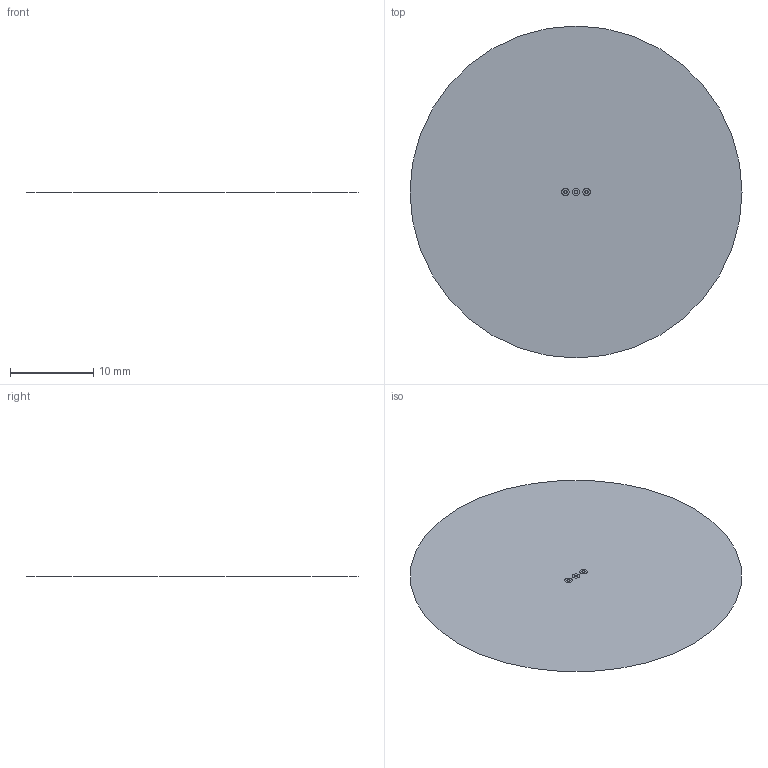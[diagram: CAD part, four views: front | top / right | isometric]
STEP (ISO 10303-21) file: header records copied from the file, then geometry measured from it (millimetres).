
FILE_DESCRIPTION(('FreeCAD Model'),'2;1');
FILE_NAME('Open CASCADE Shape Model','2025-05-09T11:04:02',(''),(''), 'Open CASCADE STEP processor 7.6','FreeCAD','Unknown');
FILE_SCHEMA(('AUTOMOTIVE_DESIGN { 1 0 10303 214 1 1 1 1 }'));
Length unit declared in the file: millimetre
Products named in the file (14): three_wires_ribbon; Domain_0; solid_wire_000; Conductor_0; Dielectric_0; solid_wire_001; Conductor_001; Dielectric_001; solid_wire_002; Conductor_002; Dielectric_002; OpenBoundary_0
Assembly tree (17 placements, depth 4):
  three_wires_ribbon
    Domain_0
      solid_wire_000
        Conductor_0
        Dielectric_0
      solid_wire_001
        Conductor_001
        Dielectric_001
      solid_wire_002
        Conductor_002
        Dielectric_002
      OpenBoundary_0
    solid_wire_000
      Conductor_0
      Dielectric_0
    solid_wire_001
      Conductor_001
      Dielectric_001
    solid_wire_002
      Conductor_002
      Dielectric_002
    OpenBoundary_0
    Conductor_0
    Dielectric_0
Bounding box: 40 x 40 x 0 mm (x, y, z)
Surface area: 2518.4 mm2 (no closed solid volume)
Topology: 0 solids, 16 shells, 16 faces, 16 edges, 16 vertices
Faces by surface type: plane 16
Entity records: 596 total; most frequent: DIRECTION 81, CARTESIAN_POINT 54, AXIS2_PLACEMENT_3D 36, PRODUCT_DEFINITION_SHAPE 31, CIRCLE 18, CONTEXT_DEPENDENT_SHAPE_REPRESENTATION 17, ITEM_DEFINED_TRANSFORMATION 17, NEXT_ASSEMBLY_USAGE_OCCURRENCE 17
